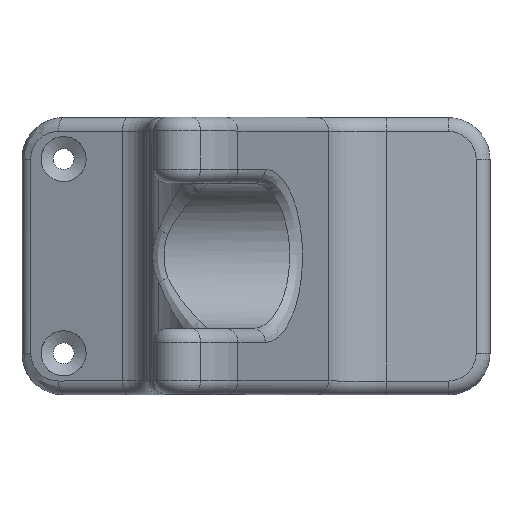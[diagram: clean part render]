
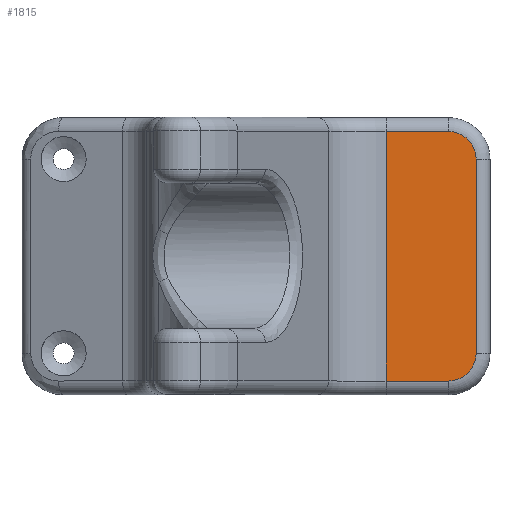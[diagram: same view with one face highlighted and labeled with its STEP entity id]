
A CAD part, top view. The second image highlights one B-rep face of the part: STEP entity #1815.
In plain terms, the highlighted planar face has unit normal (0, 0, 1).
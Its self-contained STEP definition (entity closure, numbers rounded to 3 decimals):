
#100 = CYLINDRICAL_SURFACE('',#101,18.);
#101 = AXIS2_PLACEMENT_3D('',#102,#103,#104);
#102 = CARTESIAN_POINT('',(85.,40.,24.));
#103 = DIRECTION('',(0.,1.,0.));
#104 = DIRECTION('',(1.,0.,0.));
#700 = VERTEX_POINT('',#701);
#701 = CARTESIAN_POINT('',(85.,-36.,6.));
#723 = EDGE_CURVE('',#724,#700,#726,.T.);
#724 = VERTEX_POINT('',#725);
#725 = CARTESIAN_POINT('',(85.,36.,6.));
#726 = SURFACE_CURVE('',#727,(#731,#738),.PCURVE_S1.);
#727 = LINE('',#728,#729);
#728 = CARTESIAN_POINT('',(85.,40.,6.));
#729 = VECTOR('',#730,1.);
#730 = DIRECTION('',(0.,-1.,0.));
#731 = PCURVE('',#100,#732);
#732 = DEFINITIONAL_REPRESENTATION('',(#733),#737);
#733 = LINE('',#734,#735);
#734 = CARTESIAN_POINT('',(-4.712,0.));
#735 = VECTOR('',#736,1.);
#736 = DIRECTION('',(-0.,-1.));
#737 = ( GEOMETRIC_REPRESENTATION_CONTEXT(2) 
PARAMETRIC_REPRESENTATION_CONTEXT() REPRESENTATION_CONTEXT('2D SPACE',''
  ) );
#738 = PCURVE('',#739,#744);
#739 = PLANE('',#740);
#740 = AXIS2_PLACEMENT_3D('',#741,#742,#743);
#741 = CARTESIAN_POINT('',(115.,40.,6.));
#742 = DIRECTION('',(0.,0.,-1.));
#743 = DIRECTION('',(-1.,0.,0.));
#744 = DEFINITIONAL_REPRESENTATION('',(#745),#749);
#745 = LINE('',#746,#747);
#746 = CARTESIAN_POINT('',(30.,0.));
#747 = VECTOR('',#748,1.);
#748 = DIRECTION('',(0.,-1.));
#749 = ( GEOMETRIC_REPRESENTATION_CONTEXT(2) 
PARAMETRIC_REPRESENTATION_CONTEXT() REPRESENTATION_CONTEXT('2D SPACE',''
  ) );
#1379 = CYLINDRICAL_SURFACE('',#1380,4.);
#1380 = AXIS2_PLACEMENT_3D('',#1381,#1382,#1383);
#1381 = CARTESIAN_POINT('',(103.,-36.,2.));
#1382 = DIRECTION('',(-1.,-0.,0.));
#1383 = DIRECTION('',(0.,-1.,0.));
#1803 = CYLINDRICAL_SURFACE('',#1804,4.);
#1804 = AXIS2_PLACEMENT_3D('',#1805,#1806,#1807);
#1805 = CARTESIAN_POINT('',(85.,36.,2.));
#1806 = DIRECTION('',(1.,0.,0.));
#1807 = DIRECTION('',(-0.,1.,0.));
#1815 = ADVANCED_FACE('',(#1816),#739,.F.);
#1816 = FACE_BOUND('',#1817,.F.);
#1817 = EDGE_LOOP('',(#1818,#1819,#1842,#1871,#1899,#1928));
#1818 = ORIENTED_EDGE('',*,*,#723,.F.);
#1819 = ORIENTED_EDGE('',*,*,#1820,.T.);
#1820 = EDGE_CURVE('',#724,#1821,#1823,.T.);
#1821 = VERTEX_POINT('',#1822);
#1822 = CARTESIAN_POINT('',(103.,36.,6.));
#1823 = SURFACE_CURVE('',#1824,(#1828,#1835),.PCURVE_S1.);
#1824 = LINE('',#1825,#1826);
#1825 = CARTESIAN_POINT('',(85.,36.,6.));
#1826 = VECTOR('',#1827,1.);
#1827 = DIRECTION('',(1.,0.,0.));
#1828 = PCURVE('',#739,#1829);
#1829 = DEFINITIONAL_REPRESENTATION('',(#1830),#1834);
#1830 = LINE('',#1831,#1832);
#1831 = CARTESIAN_POINT('',(30.,-4.));
#1832 = VECTOR('',#1833,1.);
#1833 = DIRECTION('',(-1.,0.));
#1834 = ( GEOMETRIC_REPRESENTATION_CONTEXT(2) 
PARAMETRIC_REPRESENTATION_CONTEXT() REPRESENTATION_CONTEXT('2D SPACE',''
  ) );
#1835 = PCURVE('',#1803,#1836);
#1836 = DEFINITIONAL_REPRESENTATION('',(#1837),#1841);
#1837 = LINE('',#1838,#1839);
#1838 = CARTESIAN_POINT('',(1.571,0.));
#1839 = VECTOR('',#1840,1.);
#1840 = DIRECTION('',(0.,1.));
#1841 = ( GEOMETRIC_REPRESENTATION_CONTEXT(2) 
PARAMETRIC_REPRESENTATION_CONTEXT() REPRESENTATION_CONTEXT('2D SPACE',''
  ) );
#1842 = ORIENTED_EDGE('',*,*,#1843,.T.);
#1843 = EDGE_CURVE('',#1821,#1844,#1846,.T.);
#1844 = VERTEX_POINT('',#1845);
#1845 = CARTESIAN_POINT('',(111.,28.,6.));
#1846 = SURFACE_CURVE('',#1847,(#1852,#1859),.PCURVE_S1.);
#1847 = CIRCLE('',#1848,8.);
#1848 = AXIS2_PLACEMENT_3D('',#1849,#1850,#1851);
#1849 = CARTESIAN_POINT('',(103.,28.,6.));
#1850 = DIRECTION('',(0.,0.,-1.));
#1851 = DIRECTION('',(0.,1.,0.));
#1852 = PCURVE('',#739,#1853);
#1853 = DEFINITIONAL_REPRESENTATION('',(#1854),#1858);
#1854 = CIRCLE('',#1855,8.);
#1855 = AXIS2_PLACEMENT_2D('',#1856,#1857);
#1856 = CARTESIAN_POINT('',(12.,-12.));
#1857 = DIRECTION('',(0.,1.));
#1858 = ( GEOMETRIC_REPRESENTATION_CONTEXT(2) 
PARAMETRIC_REPRESENTATION_CONTEXT() REPRESENTATION_CONTEXT('2D SPACE',''
  ) );
#1859 = PCURVE('',#1860,#1865);
#1860 = TOROIDAL_SURFACE('',#1861,8.,4.);
#1861 = AXIS2_PLACEMENT_3D('',#1862,#1863,#1864);
#1862 = CARTESIAN_POINT('',(103.,28.,2.));
#1863 = DIRECTION('',(0.,0.,1.));
#1864 = DIRECTION('',(0.,1.,0.));
#1865 = DEFINITIONAL_REPRESENTATION('',(#1866),#1870);
#1866 = LINE('',#1867,#1868);
#1867 = CARTESIAN_POINT('',(-0.,1.571));
#1868 = VECTOR('',#1869,1.);
#1869 = DIRECTION('',(-1.,0.));
#1870 = ( GEOMETRIC_REPRESENTATION_CONTEXT(2) 
PARAMETRIC_REPRESENTATION_CONTEXT() REPRESENTATION_CONTEXT('2D SPACE',''
  ) );
#1871 = ORIENTED_EDGE('',*,*,#1872,.T.);
#1872 = EDGE_CURVE('',#1844,#1873,#1875,.T.);
#1873 = VERTEX_POINT('',#1874);
#1874 = CARTESIAN_POINT('',(111.,-28.,6.));
#1875 = SURFACE_CURVE('',#1876,(#1880,#1887),.PCURVE_S1.);
#1876 = LINE('',#1877,#1878);
#1877 = CARTESIAN_POINT('',(111.,28.,6.));
#1878 = VECTOR('',#1879,1.);
#1879 = DIRECTION('',(0.,-1.,0.));
#1880 = PCURVE('',#739,#1881);
#1881 = DEFINITIONAL_REPRESENTATION('',(#1882),#1886);
#1882 = LINE('',#1883,#1884);
#1883 = CARTESIAN_POINT('',(4.,-12.));
#1884 = VECTOR('',#1885,1.);
#1885 = DIRECTION('',(0.,-1.));
#1886 = ( GEOMETRIC_REPRESENTATION_CONTEXT(2) 
PARAMETRIC_REPRESENTATION_CONTEXT() REPRESENTATION_CONTEXT('2D SPACE',''
  ) );
#1887 = PCURVE('',#1888,#1893);
#1888 = CYLINDRICAL_SURFACE('',#1889,4.);
#1889 = AXIS2_PLACEMENT_3D('',#1890,#1891,#1892);
#1890 = CARTESIAN_POINT('',(111.,28.,2.));
#1891 = DIRECTION('',(0.,-1.,0.));
#1892 = DIRECTION('',(1.,0.,0.));
#1893 = DEFINITIONAL_REPRESENTATION('',(#1894),#1898);
#1894 = LINE('',#1895,#1896);
#1895 = CARTESIAN_POINT('',(1.571,0.));
#1896 = VECTOR('',#1897,1.);
#1897 = DIRECTION('',(0.,1.));
#1898 = ( GEOMETRIC_REPRESENTATION_CONTEXT(2) 
PARAMETRIC_REPRESENTATION_CONTEXT() REPRESENTATION_CONTEXT('2D SPACE',''
  ) );
#1899 = ORIENTED_EDGE('',*,*,#1900,.T.);
#1900 = EDGE_CURVE('',#1873,#1901,#1903,.T.);
#1901 = VERTEX_POINT('',#1902);
#1902 = CARTESIAN_POINT('',(103.,-36.,6.));
#1903 = SURFACE_CURVE('',#1904,(#1909,#1916),.PCURVE_S1.);
#1904 = CIRCLE('',#1905,8.);
#1905 = AXIS2_PLACEMENT_3D('',#1906,#1907,#1908);
#1906 = CARTESIAN_POINT('',(103.,-28.,6.));
#1907 = DIRECTION('',(0.,0.,-1.));
#1908 = DIRECTION('',(1.,0.,0.));
#1909 = PCURVE('',#739,#1910);
#1910 = DEFINITIONAL_REPRESENTATION('',(#1911),#1915);
#1911 = CIRCLE('',#1912,8.);
#1912 = AXIS2_PLACEMENT_2D('',#1913,#1914);
#1913 = CARTESIAN_POINT('',(12.,-68.));
#1914 = DIRECTION('',(-1.,0.));
#1915 = ( GEOMETRIC_REPRESENTATION_CONTEXT(2) 
PARAMETRIC_REPRESENTATION_CONTEXT() REPRESENTATION_CONTEXT('2D SPACE',''
  ) );
#1916 = PCURVE('',#1917,#1922);
#1917 = TOROIDAL_SURFACE('',#1918,8.,4.);
#1918 = AXIS2_PLACEMENT_3D('',#1919,#1920,#1921);
#1919 = CARTESIAN_POINT('',(103.,-28.,2.));
#1920 = DIRECTION('',(0.,0.,1.));
#1921 = DIRECTION('',(1.,0.,0.));
#1922 = DEFINITIONAL_REPRESENTATION('',(#1923),#1927);
#1923 = LINE('',#1924,#1925);
#1924 = CARTESIAN_POINT('',(-0.,1.571));
#1925 = VECTOR('',#1926,1.);
#1926 = DIRECTION('',(-1.,0.));
#1927 = ( GEOMETRIC_REPRESENTATION_CONTEXT(2) 
PARAMETRIC_REPRESENTATION_CONTEXT() REPRESENTATION_CONTEXT('2D SPACE',''
  ) );
#1928 = ORIENTED_EDGE('',*,*,#1929,.T.);
#1929 = EDGE_CURVE('',#1901,#700,#1930,.T.);
#1930 = SURFACE_CURVE('',#1931,(#1935,#1942),.PCURVE_S1.);
#1931 = LINE('',#1932,#1933);
#1932 = CARTESIAN_POINT('',(103.,-36.,6.));
#1933 = VECTOR('',#1934,1.);
#1934 = DIRECTION('',(-1.,-0.,0.));
#1935 = PCURVE('',#739,#1936);
#1936 = DEFINITIONAL_REPRESENTATION('',(#1937),#1941);
#1937 = LINE('',#1938,#1939);
#1938 = CARTESIAN_POINT('',(12.,-76.));
#1939 = VECTOR('',#1940,1.);
#1940 = DIRECTION('',(1.,0.));
#1941 = ( GEOMETRIC_REPRESENTATION_CONTEXT(2) 
PARAMETRIC_REPRESENTATION_CONTEXT() REPRESENTATION_CONTEXT('2D SPACE',''
  ) );
#1942 = PCURVE('',#1379,#1943);
#1943 = DEFINITIONAL_REPRESENTATION('',(#1944),#1948);
#1944 = LINE('',#1945,#1946);
#1945 = CARTESIAN_POINT('',(1.571,0.));
#1946 = VECTOR('',#1947,1.);
#1947 = DIRECTION('',(0.,1.));
#1948 = ( GEOMETRIC_REPRESENTATION_CONTEXT(2) 
PARAMETRIC_REPRESENTATION_CONTEXT() REPRESENTATION_CONTEXT('2D SPACE',''
  ) );
